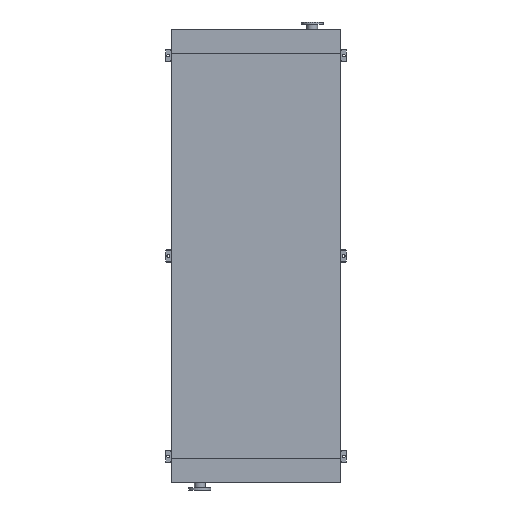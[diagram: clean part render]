
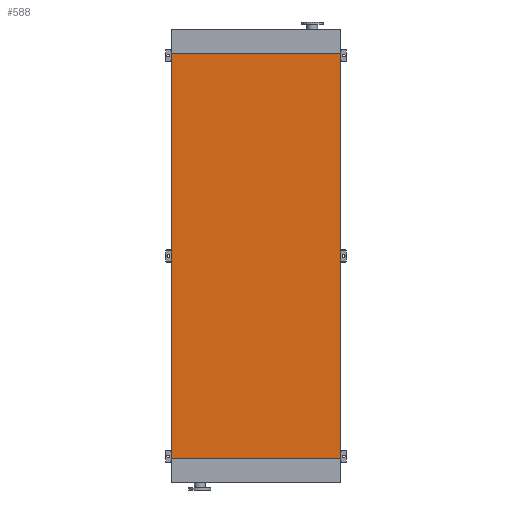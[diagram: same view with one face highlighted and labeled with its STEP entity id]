
A CAD part, front view. The second image highlights one B-rep face of the part: STEP entity #588.
In plain terms, the highlighted planar face has unit normal (0, -1, 0).
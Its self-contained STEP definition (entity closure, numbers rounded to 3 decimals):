
#202 = DIRECTION ( 'NONE',  ( 0., 0., 1. ) ) ;
#588 = ADVANCED_FACE ( 'NONE', ( #21666 ), #8794, .T. ) ;
#1807 = ORIENTED_EDGE ( 'NONE', *, *, #11245, .F. ) ;
#2136 = VECTOR ( 'NONE', #202, 1000. ) ;
#3641 = CARTESIAN_POINT ( 'NONE',  ( -845., 0., 0. ) ) ;
#3667 = DIRECTION ( 'NONE',  ( 0., 0., 1. ) ) ;
#3702 = CARTESIAN_POINT ( 'NONE',  ( -845., 0., -4050. ) ) ;
#3935 = LINE ( 'NONE', #8694, #21097 ) ;
#3960 = LINE ( 'NONE', #15956, #14240 ) ;
#5950 = CARTESIAN_POINT ( 'NONE',  ( 845., 0., 0. ) ) ;
#8531 = DIRECTION ( 'NONE',  ( 1., 0., 0. ) ) ;
#8634 = DIRECTION ( 'NONE',  ( 0., 0., -1. ) ) ;
#8684 = DIRECTION ( 'NONE',  ( 0., -1., 0. ) ) ;
#8694 = CARTESIAN_POINT ( 'NONE',  ( -845., 0., -4050. ) ) ;
#8794 = PLANE ( 'NONE',  #12227 ) ;
#9056 = CARTESIAN_POINT ( 'NONE',  ( -845., 0., -4050. ) ) ;
#9292 = VERTEX_POINT ( 'NONE', #10669 ) ;
#10522 = CARTESIAN_POINT ( 'NONE',  ( 845., 0., -4050. ) ) ;
#10669 = CARTESIAN_POINT ( 'NONE',  ( 845., 0., -4050. ) ) ;
#11245 = EDGE_CURVE ( 'NONE', #19240, #11550, #16488, .T. ) ;
#11550 = VERTEX_POINT ( 'NONE', #3641 ) ;
#11945 = VECTOR ( 'NONE', #3667, 1000. ) ;
#12115 = ORIENTED_EDGE ( 'NONE', *, *, #19300, .F. ) ;
#12227 = AXIS2_PLACEMENT_3D ( 'NONE', #9056, #8684, #8634 ) ;
#14240 = VECTOR ( 'NONE', #16519, 1000. ) ;
#15956 = CARTESIAN_POINT ( 'NONE',  ( -845., 0., 0. ) ) ;
#16488 = LINE ( 'NONE', #3702, #11945 ) ;
#16519 = DIRECTION ( 'NONE',  ( 1., 0., 0. ) ) ;
#16884 = LINE ( 'NONE', #10522, #2136 ) ;
#17152 = ORIENTED_EDGE ( 'NONE', *, *, #19753, .T. ) ;
#18595 = ORIENTED_EDGE ( 'NONE', *, *, #18725, .T. ) ;
#18725 = EDGE_CURVE ( 'NONE', #9292, #21643, #16884, .T. ) ;
#19240 = VERTEX_POINT ( 'NONE', #19655 ) ;
#19300 = EDGE_CURVE ( 'NONE', #11550, #21643, #3960, .T. ) ;
#19655 = CARTESIAN_POINT ( 'NONE',  ( -845., 0., -4050. ) ) ;
#19753 = EDGE_CURVE ( 'NONE', #19240, #9292, #3935, .T. ) ;
#20009 = EDGE_LOOP ( 'NONE', ( #12115, #1807, #17152, #18595 ) ) ;
#21097 = VECTOR ( 'NONE', #8531, 1000. ) ;
#21643 = VERTEX_POINT ( 'NONE', #5950 ) ;
#21666 = FACE_OUTER_BOUND ( 'NONE', #20009, .T. ) ;
